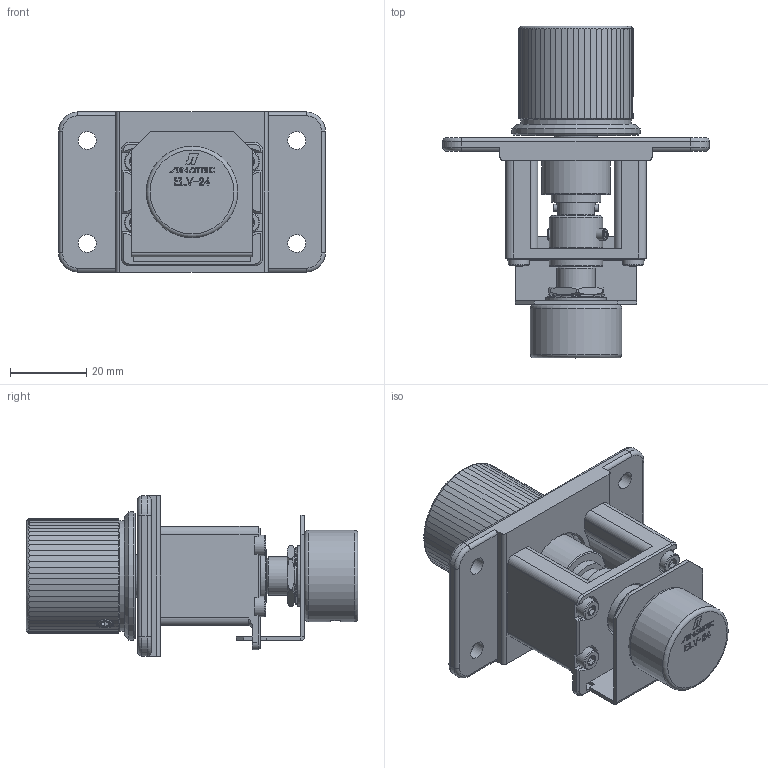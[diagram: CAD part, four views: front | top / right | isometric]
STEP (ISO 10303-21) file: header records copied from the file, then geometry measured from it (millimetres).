
FILE_DESCRIPTION(/* description */ (''),/* implementation_level */ '2;1');
FILE_NAME(/* name */ 'Nemsys - Valk Knob Mod (Nuts).step',/* time_stamp */ '2023-06-03T23:11:28-07:00',/* author */ (''),/* organization */ (''),/* preprocessor_version */ 'ST-DEVELOPER v19.2',/* originating_system */ 'Autodesk Translation Framework v12.6.0.85',/* authorisation */ '');
FILE_SCHEMA (('AUTOMOTIVE_DESIGN { 1 0 10303 214 3 1 1 }'));
Length unit declared in the file: millimetre
Products named in the file (22): Nemsys Valk Knob Mod (Nuts); Top plate^ Nemsys knob assembly mod_Threaded insert; FL676ZZ; Spacer top^SVRE9 knob assembly mod; Shaft^SVRE9 knob assembly mod; TLE1-618-5W^SVRE9 knob assembly mod; Body^TLE1-618-5W_SVRE9 knob assembly mod; Shaft^TLE1-618-5W_SVRE9 knob assembly mod; SSHC-ST-M3-6_SSHC-ST-M3-6; Base^SVRE9 knob assembly mod; CSH-STN-M3-30_CSH-STN-M3-30; MF148ZZ; Encoder bracket^SVRE9 knob assembly mod; ELV-24; Body^ELV-24; Shaft^ELV-24; Wave washer 41010^ELV-24; Flat washer^ELV-24; Nut^ELV-24; Knob^SVRE9 knob assembly mod; SSHC-ST-M4-12_SSHC-ST-M4-12; 90593A001_Black-Oxide Steel Hex Nut
Assembly tree (29 placements, depth 3):
  Nemsys Valk Knob Mod (Nuts)
    Top plate^ Nemsys knob assembly mod_Threaded insert
    FL676ZZ
    Spacer top^SVRE9 knob assembly mod
    Shaft^SVRE9 knob assembly mod
    TLE1-618-5W^SVRE9 knob assembly mod
      Body^TLE1-618-5W_SVRE9 knob assembly mod
      Shaft^TLE1-618-5W_SVRE9 knob assembly mod
    SSHC-ST-M3-6_SSHC-ST-M3-6  x2
    Base^SVRE9 knob assembly mod
    CSH-STN-M3-30_CSH-STN-M3-30  x4
    MF148ZZ
    Encoder bracket^SVRE9 knob assembly mod
    ELV-24
      Body^ELV-24
      Shaft^ELV-24
      Wave washer 41010^ELV-24
      Flat washer^ELV-24
      Nut^ELV-24
    Knob^SVRE9 knob assembly mod
    SSHC-ST-M4-12_SSHC-ST-M4-12  x2
    90593A001_Black-Oxide Steel Hex Nut  x4
Bounding box: 70 x 87.1 x 42 mm (x, y, z)
Volume: 59093.7 mm3; surface area: 33093.7 mm2
Topology: 27 solids, 27 shells, 997 faces, 2417 edges, 1513 vertices
Faces by surface type: plane 566, cone 201, cylinder 175, torus 31, bspline 24
Full cylindrical faces by diameter (mm): 0.6 x1, 1.8 x2, 2.5 x2, 2.8 x1, 3 x23, 3.3 x2, 3.4 x4, 4 x4, 4.7 x8, 5.5 x4, 6 x6, 6.4 x1, 7.1 x2, 8 x3, 9 x1, 9.2 x2, 9.86 x2, 10 x6, 10.6 x1, 11.2 x1, 12 x1, 12.19 x2, 13 x1, 14 x2, 14.2 x1, 15 x1, 15.6 x1, 16 x1, 17 x1, 18 x1
Entity records: 29192 total; most frequent: CARTESIAN_POINT 9718, ORIENTED_EDGE 3968, DIRECTION 3837, EDGE_CURVE 1984, AXIS2_PLACEMENT_3D 1329, VERTEX_POINT 1267, LINE 1179, VECTOR 1179
